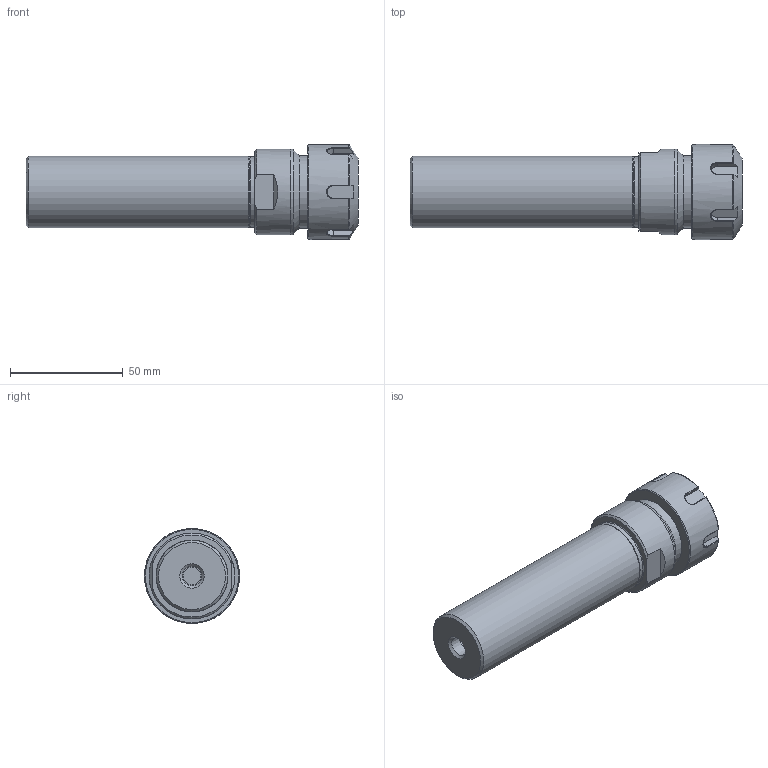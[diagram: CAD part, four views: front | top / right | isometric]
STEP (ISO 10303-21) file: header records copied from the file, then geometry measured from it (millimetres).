
FILE_DESCRIPTION(/* description */ (''),/* implementation_level */ '2;1');
FILE_NAME(/* name */ 'C1.25-ER25-4.0-REV1.stp',/* time_stamp */ '2016-11-28T19:21:33-06:00',/* author */ ('Me'),/* organization */ (''),/* preprocessor_version */ 'ST-DEVELOPER v15.6',/* originating_system */ 'Autodesk Inventor 2015',/* authorisation */ '');
FILE_SCHEMA (('AUTOMOTIVE_DESIGN { 1 0 10303 214 3 1 1 }'));
Length unit declared in the file: inch
Products named in the file (1): C1.25-ER25-4.0-REV1
Bounding box: 147.32 x 42.17 x 42.16 mm (x, y, z)
Volume: 128421.1 mm3; surface area: 21428.1 mm2
Topology: 1 solids, 1 shells, 76 faces, 190 edges, 120 vertices
Faces by surface type: plane 40, cylinder 12, torus 10, cone 8, bspline 6
Full cylindrical faces by diameter (mm): 7.95 x1, 31.115 x1, 31.75 x1, 32 x1, 38.1 x1, 42.164 x1
Entity records: 2805 total; most frequent: CARTESIAN_POINT 1108, ORIENTED_EDGE 338, DIRECTION 296, EDGE_CURVE 169, VERTEX_POINT 115, AXIS2_PLACEMENT_3D 114, EDGE_LOOP 96, FACE_OUTER_BOUND 76
